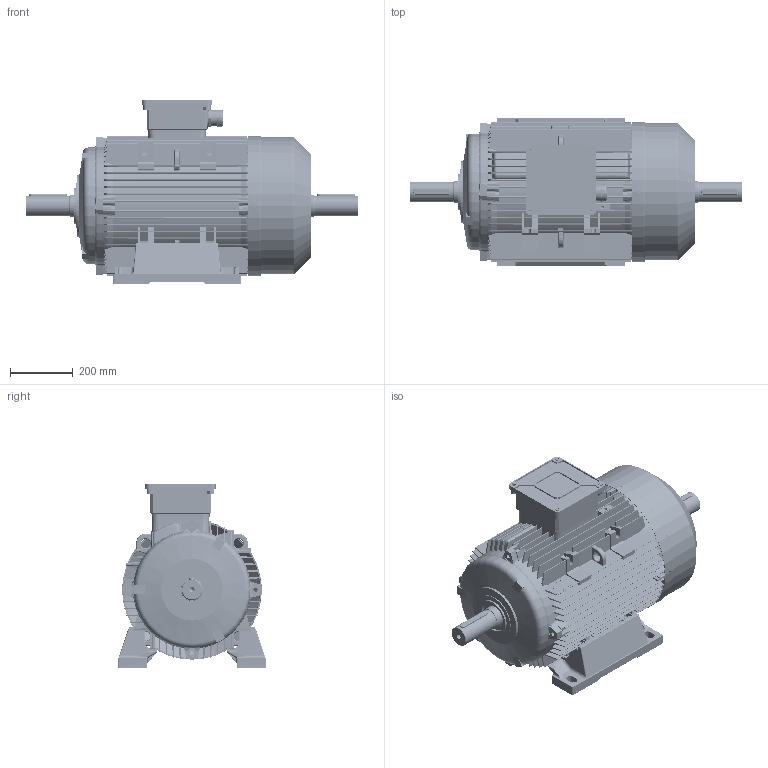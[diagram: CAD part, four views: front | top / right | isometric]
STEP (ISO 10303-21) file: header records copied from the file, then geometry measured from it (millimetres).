
FILE_DESCRIPTION (( 'STEP AP214' ), '1' );
FILE_NAME ('CA250 MT-B3-IC411-4-6-8 POLES-TB TOP-DOUBLE SHAFT.STEP', '2024-09-23T11:42:23', ( '' ), ( '' ), 'SwSTEP 2.0', 'SolidWorks 2024', '' );
FILE_SCHEMA (( 'AUTOMOTIVE_DESIGN' ));
Length unit declared in the file: millimetre
Products named in the file (18): CA250 MT-B3-IC411-4-6-8 POLES-TB TOP-DOUBLE SHAFT; Guarnizione scatola-coperchio 225T-250T; Tappo M50; Albero 250T serie Autovent.; Coprimorsettiera  225T-250T; Coperchio scatola morsetti 225T-250T; Piede 250T; Copriventola C250T; 18x11x120; socket head cap screw_iso_ISO 4762 M6 x 25 --- 25C; Guarnizione scatola-motore 225-250T; PRESSACAVO M50; Scudo C250T d.150 ant_Posteriore d.cusc.140-2P; Targhetta motore_LAMIERA ALLUMINIO; Scatola morsetti 225T-250T; Scudo C250T d.150_Posteriore d.cusc.140-2P; Ventola 250T-7Pale-4Poli diam.380; Carcassa 250T
Assembly tree (23 placements, depth 3):
  CA250 MT-B3-IC411-4-6-8 POLES-TB TOP-DOUBLE SHAFT
    Scudo C250T d.150_Posteriore d.cusc.140-2P
    Ventola 250T-7Pale-4Poli diam.380
    Scudo C250T d.150 ant_Posteriore d.cusc.140-2P
    Copriventola C250T
    Targhetta motore_LAMIERA ALLUMINIO
    Piede 250T  x2
    Albero 250T serie Autovent.  x2
    18x11x120  x2
    Carcassa 250T
    Coprimorsettiera  225T-250T
      Scatola morsetti 225T-250T
      Guarnizione scatola-coperchio 225T-250T
      Guarnizione scatola-motore 225-250T
      Coperchio scatola morsetti 225T-250T
      socket head cap screw_iso_ISO 4762 M6 x 25 --- 25C  x4
      Tappo M50
      PRESSACAVO M50
Bounding box: 1061 x 474.5 x 588 mm (x, y, z)
Volume: 27668808.8 mm3; surface area: 6206302.2 mm2
Topology: 28 solids, 29 shells, 7511 faces, 20216 edges, 12762 vertices
Faces by surface type: plane 3736, cylinder 1760, torus 768, bspline 745, cone 492, sphere 10
Entity records: 250618 total; most frequent: CARTESIAN_POINT 86177, ORIENTED_EDGE 36106, DIRECTION 31081, EDGE_CURVE 18053, VERTEX_POINT 11546, LINE 11169, VECTOR 11169, AXIS2_PLACEMENT_3D 9956
